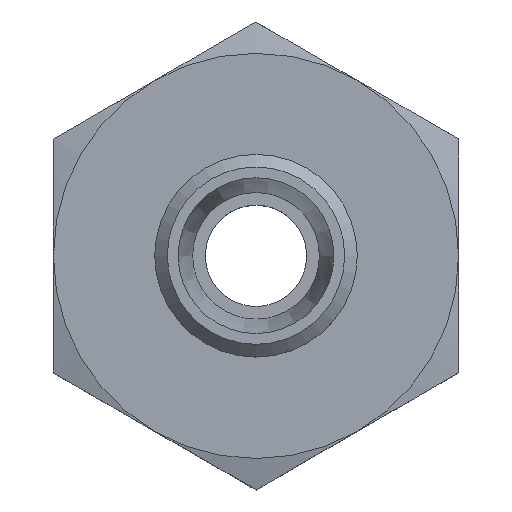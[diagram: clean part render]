
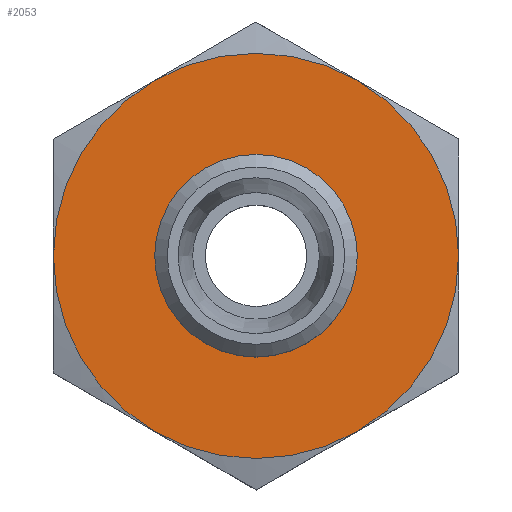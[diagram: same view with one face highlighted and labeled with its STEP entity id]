
A CAD part, top view. The second image highlights one B-rep face of the part: STEP entity #2053.
In plain terms, the highlighted planar face has unit normal (0, 0, 1).
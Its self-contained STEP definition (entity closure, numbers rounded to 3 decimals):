
#1451=CARTESIAN_POINT('',(8.008,-13.852,26.));
#1452=VERTEX_POINT('',#1451);
#1505=CARTESIAN_POINT('',(16.,0.009,26.));
#1506=VERTEX_POINT('',#1505);
#1520=CARTESIAN_POINT('',(16.,0.,26.));
#1521=VERTEX_POINT('',#1520);
#1522=CARTESIAN_POINT('',(16.,0.009,26.));
#1523=DIRECTION('',(0.001,-1.,0.0));
#1524=VECTOR('',#1523,0.009);
#1525=LINE('',#1522,#1524);
#1526=EDGE_CURVE('',#1506,#1521,#1525,.T.);
#1579=CARTESIAN_POINT('',(7.992,13.861,26.));
#1580=VERTEX_POINT('',#1579);
#1748=CARTESIAN_POINT('',(-8.008,13.852,26.));
#1749=VERTEX_POINT('',#1748);
#1795=CARTESIAN_POINT('',(-16.,-0.009,26.));
#1796=VERTEX_POINT('',#1795);
#1906=CARTESIAN_POINT('',(0.,0.,26.));
#1907=DIRECTION('',(0.0,0.0,1.0));
#1908=DIRECTION('',(-1.0,0.0,0.0));
#1909=AXIS2_PLACEMENT_3D('',#1906,#1907,#1908);
#1910=CIRCLE('',#1909,16.);
#1911=EDGE_CURVE('',#1506,#1580,#1910,.T.);
#1924=CARTESIAN_POINT('',(0.,0.,26.));
#1925=DIRECTION('',(0.0,0.0,1.0));
#1926=DIRECTION('',(-1.0,0.0,0.0));
#1927=AXIS2_PLACEMENT_3D('',#1924,#1925,#1926);
#1928=CIRCLE('',#1927,16.);
#1929=EDGE_CURVE('',#1452,#1521,#1928,.T.);
#1940=CARTESIAN_POINT('',(0.,0.,26.));
#1941=DIRECTION('',(0.0,0.0,1.0));
#1942=DIRECTION('',(-1.0,0.0,0.0));
#1943=AXIS2_PLACEMENT_3D('',#1940,#1941,#1942);
#1944=CIRCLE('',#1943,16.);
#1945=EDGE_CURVE('',#1580,#1749,#1944,.T.);
#1956=CARTESIAN_POINT('',(-7.992,-13.861,26.));
#1957=VERTEX_POINT('',#1956);
#1972=CARTESIAN_POINT('',(0.,0.,26.));
#1973=DIRECTION('',(0.0,0.0,1.0));
#1974=DIRECTION('',(-1.0,0.0,0.0));
#1975=AXIS2_PLACEMENT_3D('',#1972,#1973,#1974);
#1976=CIRCLE('',#1975,16.);
#1977=EDGE_CURVE('',#1957,#1452,#1976,.T.);
#1988=CARTESIAN_POINT('',(0.,0.,26.));
#1989=DIRECTION('',(0.0,0.0,1.0));
#1990=DIRECTION('',(-1.0,0.0,0.0));
#1991=AXIS2_PLACEMENT_3D('',#1988,#1989,#1990);
#1992=CIRCLE('',#1991,16.);
#1993=EDGE_CURVE('',#1749,#1796,#1992,.T.);
#2018=CARTESIAN_POINT('',(0.,0.,26.));
#2019=DIRECTION('',(0.0,0.0,1.0));
#2020=DIRECTION('',(-1.0,0.0,0.0));
#2021=AXIS2_PLACEMENT_3D('',#2018,#2019,#2020);
#2022=CIRCLE('',#2021,16.);
#2023=EDGE_CURVE('',#1796,#1957,#2022,.T.);
#2028=CARTESIAN_POINT('',(0.,0.,26.));
#2029=DIRECTION('',(0.0,0.0,1.0));
#2030=DIRECTION('',(1.0,0.0,0.0));
#2031=AXIS2_PLACEMENT_3D('',#2028,#2029,#2030);
#2032=PLANE('',#2031);
#2033=ORIENTED_EDGE('',*,*,#1911,.T.);
#2034=ORIENTED_EDGE('',*,*,#1945,.T.);
#2035=ORIENTED_EDGE('',*,*,#1993,.T.);
#2036=ORIENTED_EDGE('',*,*,#2023,.T.);
#2037=ORIENTED_EDGE('',*,*,#1977,.T.);
#2038=ORIENTED_EDGE('',*,*,#1929,.T.);
#2039=ORIENTED_EDGE('',*,*,#1526,.F.);
#2040=EDGE_LOOP('',(#2033,#2034,#2035,#2036,#2037,#2038,#2039));
#2041=FACE_OUTER_BOUND('',#2040,.T.);
#2042=CARTESIAN_POINT('',(7.85,0.,26.));
#2043=VERTEX_POINT('',#2042);
#2044=CARTESIAN_POINT('',(0.,0.,26.));
#2045=DIRECTION('',(0.0,0.0,1.0));
#2046=DIRECTION('',(-1.0,0.0,0.0));
#2047=AXIS2_PLACEMENT_3D('',#2044,#2045,#2046);
#2048=CIRCLE('',#2047,7.85);
#2049=EDGE_CURVE('',#2043,#2043,#2048,.T.);
#2050=ORIENTED_EDGE('',*,*,#2049,.F.);
#2051=EDGE_LOOP('',(#2050));
#2052=FACE_BOUND('',#2051,.T.);
#2053=ADVANCED_FACE('',(#2041,#2052),#2032,.T.);
